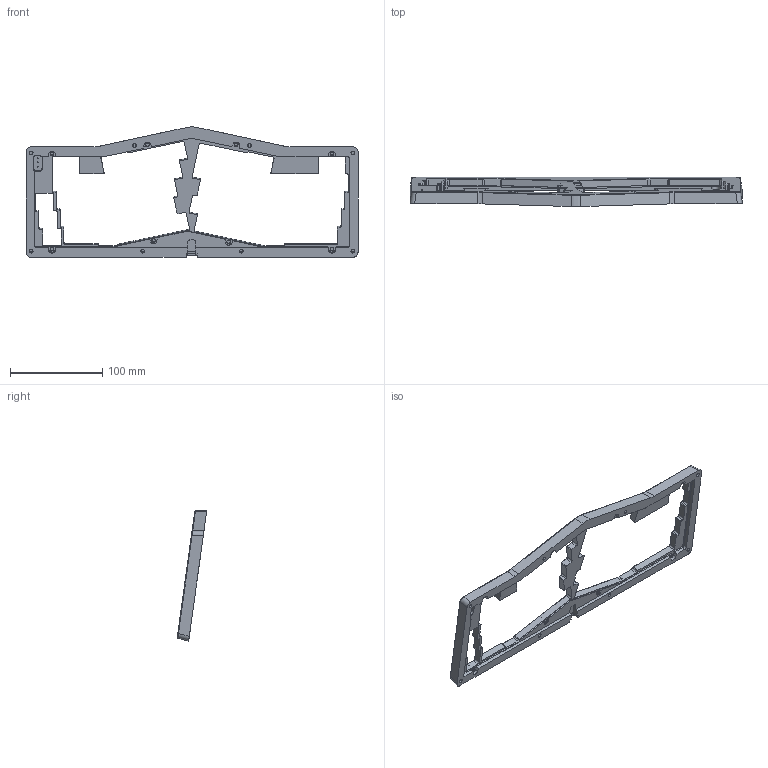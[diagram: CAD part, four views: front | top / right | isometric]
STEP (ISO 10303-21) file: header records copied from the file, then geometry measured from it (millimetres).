
FILE_DESCRIPTION(/* description */ (''),/* implementation_level */ '2;1');
FILE_NAME(/* name */ 'Top.step',/* time_stamp */ '2020-05-07T14:17:49-07:00',/* author */ (''),/* organization */ (''),/* preprocessor_version */ 'ST-DEVELOPER v18.1',/* originating_system */ 'Autodesk Translation Framework v9.2.0.1227',/* authorisation */ '');
FILE_SCHEMA (('AUTOMOTIVE_DESIGN { 1 0 10303 214 3 1 1 }'));
Length unit declared in the file: millimetre
Products named in the file (2): Assembled; Component7
Assembly tree (1 placements, depth 2):
  Assembled
    Component7
Bounding box: 358.99 x 31.79 x 140.79 mm (x, y, z)
Volume: 165595.1 mm3; surface area: 60121 mm2
Topology: 1 solids, 1 shells, 479 faces, 1238 edges, 776 vertices
Faces by surface type: plane 231, cylinder 173, cone 64, bspline 11
Full cylindrical faces by diameter (mm): 1 x3, 4 x16
Entity records: 14805 total; most frequent: CARTESIAN_POINT 2779, DIRECTION 2586, ORIENTED_EDGE 2476, EDGE_CURVE 1238, AXIS2_PLACEMENT_3D 887, LINE 812, VECTOR 812, VERTEX_POINT 776
